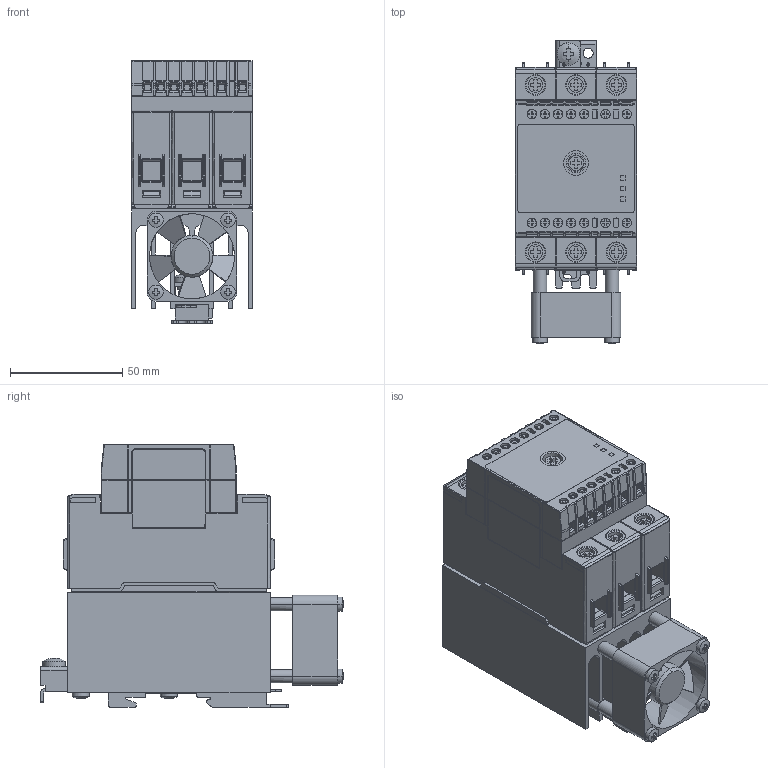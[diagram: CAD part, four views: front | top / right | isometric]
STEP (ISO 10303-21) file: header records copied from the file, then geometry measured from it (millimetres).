
FILE_DESCRIPTION((''),'2;1');
FILE_NAME('CGI1022-00.stp','2012-10-31T11:35:09',(''),(''),'Mechanical Desktop 2009','Mechanical Desktop 2009',', , ');
FILE_SCHEMA(('CONFIG_CONTROL_DESIGN'));
Length unit declared in the file: millimetre
Products named in the file (2): Product; CGI1022-00
Assembly tree (1 placements, depth 2):
  Product
    CGI1022-00
Bounding box: 53.8 x 134.57 x 116.9 mm (x, y, z)
Volume: 378350.8 mm3; surface area: 115877.5 mm2
Topology: 1 solids, 1 shells, 2826 faces, 7837 edges, 5086 vertices
Faces by surface type: bspline 1384, plane 873, cylinder 487, sphere 38, cone 26, torus 18
Entity records: 112893 total; most frequent: CARTESIAN_POINT 44117, ORIENTED_EDGE 15550, DIRECTION 12601, EDGE_CURVE 7775, VERTEX_POINT 5088, VECTOR 4861, LINE 4861, AXIS2_PLACEMENT_3D 3870
